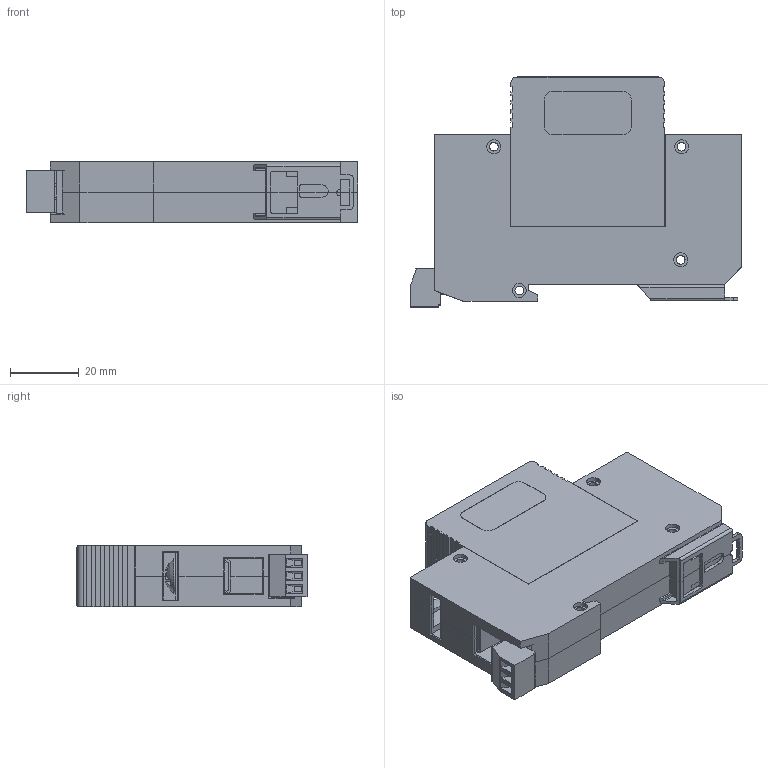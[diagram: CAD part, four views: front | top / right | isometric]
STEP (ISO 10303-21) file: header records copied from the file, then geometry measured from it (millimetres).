
FILE_DESCRIPTION (( 'STEP AP214' ), '1' );
FILE_NAME ('1104-11-001-E.STEP', '2019-01-25T20:14:41', ( '' ), ( '' ), 'SwSTEP 2.0', 'SolidWorks 2018', '' );
FILE_SCHEMA (( 'AUTOMOTIVE_DESIGN' ));
Length unit declared in the file: inch
Products named in the file (11): 1102-014-38_connector; 1104-11-001_top; 1102-014-38; 2003-1052; 1104-11-001-L; 1104-11-001-E
Assembly tree (5 placements, depth 2):
  1102-014-38_connector
  1104-11-001_top
  2003-1052
  1102-014-38
  1104-11-001-L
Bounding box: 96.89 x 67.16 x 17.9 mm (x, y, z)
Volume: 75944.9 mm3; surface area: 37981 mm2
Topology: 30 solids, 30 shells, 1800 faces, 4791 edges, 3174 vertices
Faces by surface type: plane 1343, bspline 321, cylinder 122, torus 6, cone 6, sphere 2
Entity records: 90285 total; most frequent: CARTESIAN_POINT 29380, ORIENTED_EDGE 9574, DIRECTION 7367, EDGE_CURVE 4787, LINE 3793, VECTOR 3793, VERTEX_POINT 3172, EDGE_LOOP 1965
